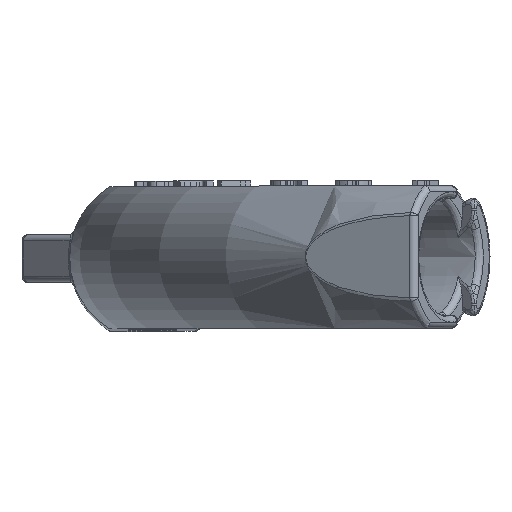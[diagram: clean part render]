
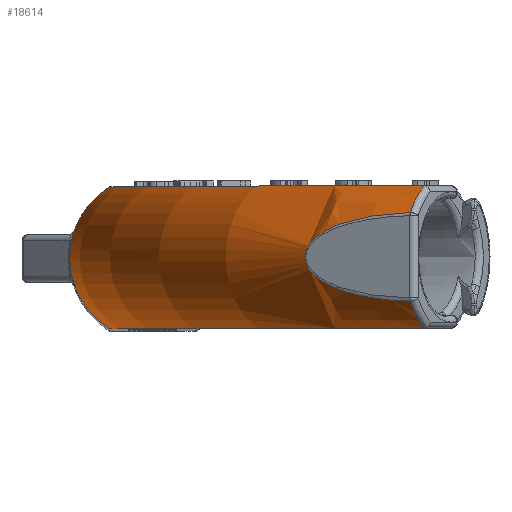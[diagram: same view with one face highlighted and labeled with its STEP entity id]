
A CAD part, top view. The second image highlights one B-rep face of the part: STEP entity #18614.
In plain terms, the highlighted toroidal (fillet/blend) face has major radius 50 mm and minor radius 6.969 mm.
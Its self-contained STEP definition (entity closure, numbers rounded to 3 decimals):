
#565=TOROIDAL_SURFACE('',#19753,50.,6.969);
#4189=FACE_OUTER_BOUND('',#5269,.T.);
#5269=EDGE_LOOP('',(#15539,#15540,#15541,#15542,#15543,#15544));
#5788=CIRCLE('',#19210,53.597);
#5835=CIRCLE('',#19422,53.597);
#6046=CIRCLE('',#19754,6.969);
#6849=B_SPLINE_CURVE_WITH_KNOTS('',3,(#37176,#37177,#37178,#37179),
 .UNSPECIFIED.,.F.,.F.,(4,4),(5.198,5.499),
 .UNSPECIFIED.);
#6850=B_SPLINE_CURVE_WITH_KNOTS('',3,(#37282,#37283,#37284,#37285,#37286,
#37287,#37288,#37289,#37290,#37291,#37292,#37293,#37294,#37295,#37296,#37297,
#37298,#37299,#37300,#37301,#37302,#37303,#37304,#37305,#37306),
 .UNSPECIFIED.,.F.,.F.,(4,1,1,1,1,1,1,1,1,1,1,1,1,1,1,1,1,1,1,1,1,1,4),
(-2.477,-2.155,-1.832,-1.792,
-1.752,-1.671,-1.591,-1.51,
-1.47,-1.429,-1.349,-1.268,
-1.188,-1.147,-1.107,-1.027,
-0.946,-0.866,-0.785,-0.704,
-0.664,-0.543,-0.221),.UNSPECIFIED.);
#6851=B_SPLINE_CURVE_WITH_KNOTS('',3,(#37327,#37328,#37329,#37330),
 .UNSPECIFIED.,.F.,.F.,(4,4),(4.169,4.47),
 .UNSPECIFIED.);
#7357=VERTEX_POINT('',#27372);
#7358=VERTEX_POINT('',#27377);
#7916=VERTEX_POINT('',#31104);
#7917=VERTEX_POINT('',#31106);
#8572=VERTEX_POINT('',#37141);
#8574=VERTEX_POINT('',#37147);
#9308=EDGE_CURVE('',#7358,#7357,#5788,.T.);
#10189=EDGE_CURVE('',#7917,#7916,#5835,.T.);
#11031=EDGE_CURVE('',#8574,#7357,#6849,.T.);
#11033=EDGE_CURVE('',#8572,#8574,#6850,.T.);
#11034=EDGE_CURVE('',#7917,#8572,#6851,.T.);
#11068=EDGE_CURVE('',#7358,#7916,#6046,.T.);
#15539=ORIENTED_EDGE('',*,*,#11031,.F.);
#15540=ORIENTED_EDGE('',*,*,#11033,.F.);
#15541=ORIENTED_EDGE('',*,*,#11034,.F.);
#15542=ORIENTED_EDGE('',*,*,#10189,.T.);
#15543=ORIENTED_EDGE('',*,*,#11068,.F.);
#15544=ORIENTED_EDGE('',*,*,#9308,.T.);
#18614=ADVANCED_FACE('',(#4189),#565,.T.);
#19210=AXIS2_PLACEMENT_3D('',#27378,#20420,#20421);
#19422=AXIS2_PLACEMENT_3D('',#31107,#21385,#21386);
#19753=AXIS2_PLACEMENT_3D('',#37708,#22340,#22341);
#19754=AXIS2_PLACEMENT_3D('',#37709,#22342,#22343);
#20420=DIRECTION('center_axis',(0.,1.,0.));
#20421=DIRECTION('ref_axis',(0.,0.,-1.));
#21385=DIRECTION('center_axis',(0.,-1.,0.));
#21386=DIRECTION('ref_axis',(0.,0.,-1.));
#22340=DIRECTION('center_axis',(0.,-1.,0.));
#22341=DIRECTION('ref_axis',(0.,0.,-1.));
#22342=DIRECTION('center_axis',(0.,0.,-1.));
#22343=DIRECTION('ref_axis',(0.,1.,0.));
#27372=CARTESIAN_POINT('',(22.768,-5.969,75.163));
#27377=CARTESIAN_POINT('',(-3.597,-5.969,29.));
#27378=CARTESIAN_POINT('Origin',(50.,-5.969,29.));
#31104=CARTESIAN_POINT('',(-3.597,5.969,29.));
#31106=CARTESIAN_POINT('',(22.768,5.969,75.163));
#31107=CARTESIAN_POINT('Origin',(50.,5.969,29.));
#37141=CARTESIAN_POINT('',(21.618,3.718,77.152));
#37147=CARTESIAN_POINT('',(21.618,-3.718,77.152));
#37176=CARTESIAN_POINT('Ctrl Pts',(21.618,-3.718,77.152));
#37177=CARTESIAN_POINT('Ctrl Pts',(21.907,-4.633,76.652));
#37178=CARTESIAN_POINT('Ctrl Pts',(22.304,-5.41,75.965));
#37179=CARTESIAN_POINT('Ctrl Pts',(22.768,-5.969,75.163));
#37282=CARTESIAN_POINT('Ctrl Pts',(21.618,3.718,77.152));
#37283=CARTESIAN_POINT('Ctrl Pts',(20.681,3.702,76.611));
#37284=CARTESIAN_POINT('Ctrl Pts',(18.806,3.565,75.535));
#37285=CARTESIAN_POINT('Ctrl Pts',(16.826,3.152,74.41));
#37286=CARTESIAN_POINT('Ctrl Pts',(15.692,2.755,73.768));
#37287=CARTESIAN_POINT('Ctrl Pts',(15.243,2.579,73.514));
#37288=CARTESIAN_POINT('Ctrl Pts',(14.69,2.327,73.202));
#37289=CARTESIAN_POINT('Ctrl Pts',(14.049,1.95,72.841));
#37290=CARTESIAN_POINT('Ctrl Pts',(13.551,1.556,72.561));
#37291=CARTESIAN_POINT('Ctrl Pts',(13.201,1.164,72.364));
#37292=CARTESIAN_POINT('Ctrl Pts',(12.902,0.717,72.196));
#37293=CARTESIAN_POINT('Ctrl Pts',(12.691,-0.003,
72.078));
#37294=CARTESIAN_POINT('Ctrl Pts',(12.946,-0.858,72.221));
#37295=CARTESIAN_POINT('Ctrl Pts',(13.37,-1.371,72.459));
#37296=CARTESIAN_POINT('Ctrl Pts',(13.751,-1.714,72.673));
#37297=CARTESIAN_POINT('Ctrl Pts',(14.157,-2.013,72.901));
#37298=CARTESIAN_POINT('Ctrl Pts',(14.691,-2.327,73.202));
#37299=CARTESIAN_POINT('Ctrl Pts',(15.354,-2.63,73.577));
#37300=CARTESIAN_POINT('Ctrl Pts',(16.031,-2.879,73.96));
#37301=CARTESIAN_POINT('Ctrl Pts',(16.719,-3.086,74.35));
#37302=CARTESIAN_POINT('Ctrl Pts',(17.297,-3.227,74.678));
#37303=CARTESIAN_POINT('Ctrl Pts',(17.993,-3.374,75.074));
#37304=CARTESIAN_POINT('Ctrl Pts',(19.391,-3.608,75.871));
#37305=CARTESIAN_POINT('Ctrl Pts',(20.681,-3.702,76.611));
#37306=CARTESIAN_POINT('Ctrl Pts',(21.618,-3.718,77.152));
#37327=CARTESIAN_POINT('Ctrl Pts',(22.768,5.969,75.163));
#37328=CARTESIAN_POINT('Ctrl Pts',(22.304,5.41,75.965));
#37329=CARTESIAN_POINT('Ctrl Pts',(21.907,4.633,76.652));
#37330=CARTESIAN_POINT('Ctrl Pts',(21.618,3.718,77.152));
#37708=CARTESIAN_POINT('Origin',(50.,0.,29.));
#37709=CARTESIAN_POINT('Origin',(0.,0.,29.));
